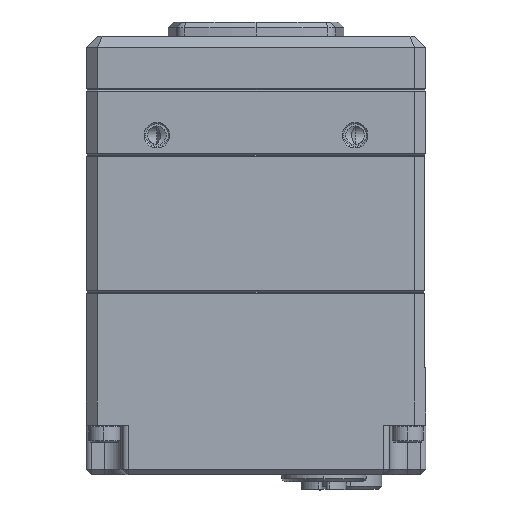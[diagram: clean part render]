
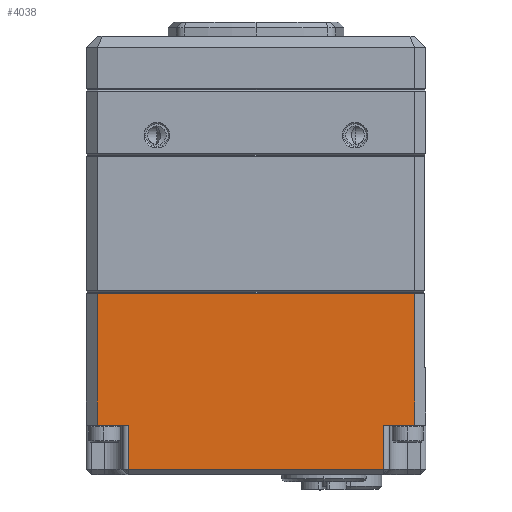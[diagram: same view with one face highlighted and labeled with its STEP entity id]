
A CAD part, left-side view. The second image highlights one B-rep face of the part: STEP entity #4038.
In plain terms, the highlighted planar face has unit normal (-1, 0, 0).
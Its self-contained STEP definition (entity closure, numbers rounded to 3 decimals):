
#248 = VERTEX_POINT ( 'NONE', #5740 ) ;
#652 = LINE ( 'NONE', #20843, #15902 ) ;
#916 = DIRECTION ( 'NONE',  ( 0., 1., 0. ) ) ;
#3247 = CARTESIAN_POINT ( 'NONE',  ( -30., -28., 8.8 ) ) ;
#3927 = VECTOR ( 'NONE', #916, 1000. ) ;
#4038 = ADVANCED_FACE ( 'NONE', ( #13155 ), #18568, .F. ) ;
#4100 = EDGE_LOOP ( 'NONE', ( #29069, #29989, #10761, #22407, #14893, #34826, #16183, #36879 ) ) ;
#4857 = DIRECTION ( 'NONE',  ( 0., -1., 0. ) ) ;
#5685 = EDGE_CURVE ( 'NONE', #248, #8646, #10246, .T. ) ;
#5740 = CARTESIAN_POINT ( 'NONE',  ( -30., 22.6, 8.8 ) ) ;
#6291 = DIRECTION ( 'NONE',  ( 1., 0., 0. ) ) ;
#6816 = DIRECTION ( 'NONE',  ( 0., 0., -1. ) ) ;
#7117 = CARTESIAN_POINT ( 'NONE',  ( -30., 22.6, 32.3 ) ) ;
#8646 = VERTEX_POINT ( 'NONE', #38432 ) ;
#9786 = AXIS2_PLACEMENT_3D ( 'NONE', #30130, #6291, #6816 ) ;
#9895 = LINE ( 'NONE', #35711, #34531 ) ;
#10246 = LINE ( 'NONE', #7117, #32069 ) ;
#10761 = ORIENTED_EDGE ( 'NONE', *, *, #31788, .T. ) ;
#12553 = LINE ( 'NONE', #37260, #25056 ) ;
#13069 = VERTEX_POINT ( 'NONE', #17680 ) ;
#13155 = FACE_OUTER_BOUND ( 'NONE', #4100, .T. ) ;
#13521 = CARTESIAN_POINT ( 'NONE',  ( -30., -22.6, 1. ) ) ;
#14506 = VECTOR ( 'NONE', #17464, 1000. ) ;
#14893 = ORIENTED_EDGE ( 'NONE', *, *, #5685, .T. ) ;
#14971 = CARTESIAN_POINT ( 'NONE',  ( -30., -22.6, 8.8 ) ) ;
#14983 = CARTESIAN_POINT ( 'NONE',  ( -30., -22.6, 32.3 ) ) ;
#15480 = LINE ( 'NONE', #33471, #3927 ) ;
#15764 = VERTEX_POINT ( 'NONE', #3247 ) ;
#15902 = VECTOR ( 'NONE', #33201, 1000. ) ;
#16183 = ORIENTED_EDGE ( 'NONE', *, *, #20498, .T. ) ;
#16436 = LINE ( 'NONE', #18765, #17341 ) ;
#16495 = CARTESIAN_POINT ( 'NONE',  ( -30., -28., 32.1 ) ) ;
#16756 = CARTESIAN_POINT ( 'NONE',  ( -30., -22.6, 1. ) ) ;
#17269 = VERTEX_POINT ( 'NONE', #36041 ) ;
#17341 = VECTOR ( 'NONE', #18504, 1000. ) ;
#17464 = DIRECTION ( 'NONE',  ( 0., 0., 1. ) ) ;
#17680 = CARTESIAN_POINT ( 'NONE',  ( -30., 28., 32.1 ) ) ;
#18504 = DIRECTION ( 'NONE',  ( 0., 0., 1. ) ) ;
#18568 = PLANE ( 'NONE',  #9786 ) ;
#18593 = EDGE_CURVE ( 'NONE', #15764, #25875, #9895, .T. ) ;
#18654 = EDGE_CURVE ( 'NONE', #35345, #13069, #652, .T. ) ;
#18765 = CARTESIAN_POINT ( 'NONE',  ( -30., -28., 32.3 ) ) ;
#20498 = EDGE_CURVE ( 'NONE', #24374, #25875, #37801, .T. ) ;
#20843 = CARTESIAN_POINT ( 'NONE',  ( -30., -30., 32.1 ) ) ;
#22407 = ORIENTED_EDGE ( 'NONE', *, *, #35793, .F. ) ;
#23806 = EDGE_CURVE ( 'NONE', #8646, #24374, #33889, .T. ) ;
#24374 = VERTEX_POINT ( 'NONE', #13521 ) ;
#25056 = VECTOR ( 'NONE', #34150, 1000. ) ;
#25875 = VERTEX_POINT ( 'NONE', #14971 ) ;
#26641 = EDGE_CURVE ( 'NONE', #15764, #35345, #16436, .T. ) ;
#28713 = VECTOR ( 'NONE', #4857, 1000. ) ;
#29069 = ORIENTED_EDGE ( 'NONE', *, *, #26641, .T. ) ;
#29989 = ORIENTED_EDGE ( 'NONE', *, *, #18654, .T. ) ;
#30066 = DIRECTION ( 'NONE',  ( 0., 1., 0. ) ) ;
#30130 = CARTESIAN_POINT ( 'NONE',  ( -30., -30., 32.3 ) ) ;
#31788 = EDGE_CURVE ( 'NONE', #13069, #17269, #12553, .T. ) ;
#32069 = VECTOR ( 'NONE', #33725, 1000. ) ;
#33201 = DIRECTION ( 'NONE',  ( 0., 1., 0. ) ) ;
#33471 = CARTESIAN_POINT ( 'NONE',  ( -30., 30., 8.8 ) ) ;
#33725 = DIRECTION ( 'NONE',  ( 0., 0., -1. ) ) ;
#33889 = LINE ( 'NONE', #16756, #28713 ) ;
#34150 = DIRECTION ( 'NONE',  ( 0., 0., -1. ) ) ;
#34531 = VECTOR ( 'NONE', #30066, 1000. ) ;
#34826 = ORIENTED_EDGE ( 'NONE', *, *, #23806, .T. ) ;
#35345 = VERTEX_POINT ( 'NONE', #16495 ) ;
#35711 = CARTESIAN_POINT ( 'NONE',  ( -30., -30., 8.8 ) ) ;
#35793 = EDGE_CURVE ( 'NONE', #248, #17269, #15480, .T. ) ;
#36041 = CARTESIAN_POINT ( 'NONE',  ( -30., 28., 8.8 ) ) ;
#36879 = ORIENTED_EDGE ( 'NONE', *, *, #18593, .F. ) ;
#37260 = CARTESIAN_POINT ( 'NONE',  ( -30., 28., 32.3 ) ) ;
#37801 = LINE ( 'NONE', #14983, #14506 ) ;
#38432 = CARTESIAN_POINT ( 'NONE',  ( -30., 22.6, 1. ) ) ;
